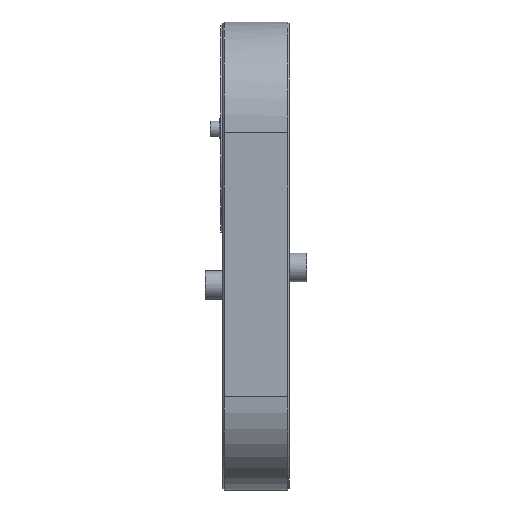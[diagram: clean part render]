
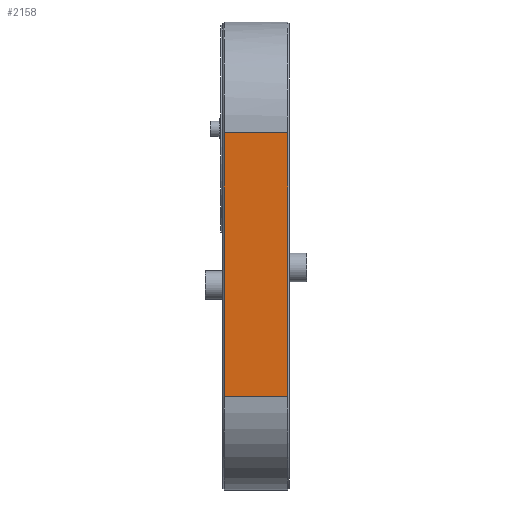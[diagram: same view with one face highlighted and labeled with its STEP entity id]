
A CAD part, left-side view. The second image highlights one B-rep face of the part: STEP entity #2158.
In plain terms, the highlighted planar face has unit normal (-0.999, 0, -0.037).
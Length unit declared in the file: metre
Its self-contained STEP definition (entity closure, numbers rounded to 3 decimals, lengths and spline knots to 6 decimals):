
#158 = PLANE('',#159);
#159 = AXIS2_PLACEMENT_3D('',#160,#161,#162);
#160 = CARTESIAN_POINT('',(-0.043469,0.146,-0.121631));
#161 = DIRECTION('',(-0.707,-0.707,-0.027
    ));
#162 = DIRECTION('',(-0.038,0.,0.999));
#645 = CYLINDRICAL_SURFACE('',#646,0.0485);
#646 = AXIS2_PLACEMENT_3D('',#647,#648,#649);
#647 = CARTESIAN_POINT('',(0.,0.146,0.)
  );
#648 = DIRECTION('',(0.,1.,0.));
#649 = DIRECTION('',(0.,0.,1.));
#1082 = VERTEX_POINT('',#1083);
#1083 = CARTESIAN_POINT('',(-0.048466,0.1755,
    -0.001819));
#1110 = EDGE_CURVE('',#1111,#1082,#1113,.T.);
#1111 = VERTEX_POINT('',#1112);
#1112 = CARTESIAN_POINT('',(-0.048466,0.1465,
    -0.001819));
#1113 = SURFACE_CURVE('',#1114,(#1118,#1125),.PCURVE_S1.);
#1114 = LINE('',#1115,#1116);
#1115 = CARTESIAN_POINT('',(-0.048466,0.1465,
    -0.001819));
#1116 = VECTOR('',#1117,0.001);
#1117 = DIRECTION('',(0.,1.,0.));
#1118 = PCURVE('',#645,#1119);
#1119 = DEFINITIONAL_REPRESENTATION('',(#1120),#1124);
#1120 = LINE('',#1121,#1122);
#1121 = CARTESIAN_POINT('',(-1.608,0.001));
#1122 = VECTOR('',#1123,1.);
#1123 = DIRECTION('',(0.,1.));
#1124 = ( GEOMETRIC_REPRESENTATION_CONTEXT(2) 
PARAMETRIC_REPRESENTATION_CONTEXT() REPRESENTATION_CONTEXT('2D SPACE',''
  ) );
#1125 = PCURVE('',#1126,#1131);
#1126 = PLANE('',#1127);
#1127 = AXIS2_PLACEMENT_3D('',#1128,#1129,#1130);
#1128 = CARTESIAN_POINT('',(-0.043969,0.146,-0.12165));
#1129 = DIRECTION('',(-0.999,0.,-0.038));
#1130 = DIRECTION('',(-0.038,0.,0.999));
#1131 = DEFINITIONAL_REPRESENTATION('',(#1132),#1136);
#1132 = LINE('',#1133,#1134);
#1133 = CARTESIAN_POINT('',(0.12,0.001));
#1134 = VECTOR('',#1135,1.);
#1135 = DIRECTION('',(0.,1.));
#1136 = ( GEOMETRIC_REPRESENTATION_CONTEXT(2) 
PARAMETRIC_REPRESENTATION_CONTEXT() REPRESENTATION_CONTEXT('2D SPACE',''
  ) );
#1273 = VERTEX_POINT('',#1274);
#1274 = CARTESIAN_POINT('',(-0.043969,0.1465,-0.12165));
#1295 = EDGE_CURVE('',#1273,#1111,#1296,.T.);
#1296 = SURFACE_CURVE('',#1297,(#1301,#1308),.PCURVE_S1.);
#1297 = LINE('',#1298,#1299);
#1298 = CARTESIAN_POINT('',(-0.043969,0.1465,-0.12165));
#1299 = VECTOR('',#1300,0.001);
#1300 = DIRECTION('',(-0.038,0.,0.999));
#1301 = PCURVE('',#158,#1302);
#1302 = DEFINITIONAL_REPRESENTATION('',(#1303),#1307);
#1303 = LINE('',#1304,#1305);
#1304 = CARTESIAN_POINT('',(0.,0.001));
#1305 = VECTOR('',#1306,1.);
#1306 = DIRECTION('',(1.,0.));
#1307 = ( GEOMETRIC_REPRESENTATION_CONTEXT(2) 
PARAMETRIC_REPRESENTATION_CONTEXT() REPRESENTATION_CONTEXT('2D SPACE',''
  ) );
#1308 = PCURVE('',#1126,#1309);
#1309 = DEFINITIONAL_REPRESENTATION('',(#1310),#1314);
#1310 = LINE('',#1311,#1312);
#1311 = CARTESIAN_POINT('',(0.,0.001));
#1312 = VECTOR('',#1313,1.);
#1313 = DIRECTION('',(1.,0.));
#1314 = ( GEOMETRIC_REPRESENTATION_CONTEXT(2) 
PARAMETRIC_REPRESENTATION_CONTEXT() REPRESENTATION_CONTEXT('2D SPACE',''
  ) );
#1338 = CYLINDRICAL_SURFACE('',#1339,0.044);
#1339 = AXIS2_PLACEMENT_3D('',#1340,#1341,#1342);
#1340 = CARTESIAN_POINT('',(0.,0.146,-0.12));
#1341 = DIRECTION('',(0.,1.,0.));
#1342 = DIRECTION('',(0.,0.,1.));
#1604 = PLANE('',#1605);
#1605 = AXIS2_PLACEMENT_3D('',#1606,#1607,#1608);
#1606 = CARTESIAN_POINT('',(-0.043469,0.176,-0.121631));
#1607 = DIRECTION('',(0.707,-0.707,0.027)
  );
#1608 = DIRECTION('',(-0.038,0.,0.999));
#2115 = EDGE_CURVE('',#2116,#1082,#2118,.T.);
#2116 = VERTEX_POINT('',#2117);
#2117 = CARTESIAN_POINT('',(-0.043969,0.1755,-0.12165));
#2118 = SURFACE_CURVE('',#2119,(#2123,#2130),.PCURVE_S1.);
#2119 = LINE('',#2120,#2121);
#2120 = CARTESIAN_POINT('',(-0.043969,0.1755,-0.12165));
#2121 = VECTOR('',#2122,0.001);
#2122 = DIRECTION('',(-0.038,0.,0.999));
#2123 = PCURVE('',#1604,#2124);
#2124 = DEFINITIONAL_REPRESENTATION('',(#2125),#2129);
#2125 = LINE('',#2126,#2127);
#2126 = CARTESIAN_POINT('',(0.,0.001));
#2127 = VECTOR('',#2128,1.);
#2128 = DIRECTION('',(1.,0.));
#2129 = ( GEOMETRIC_REPRESENTATION_CONTEXT(2) 
PARAMETRIC_REPRESENTATION_CONTEXT() REPRESENTATION_CONTEXT('2D SPACE',''
  ) );
#2130 = PCURVE('',#1126,#2131);
#2131 = DEFINITIONAL_REPRESENTATION('',(#2132),#2136);
#2132 = LINE('',#2133,#2134);
#2133 = CARTESIAN_POINT('',(0.,0.03));
#2134 = VECTOR('',#2135,1.);
#2135 = DIRECTION('',(1.,0.));
#2136 = ( GEOMETRIC_REPRESENTATION_CONTEXT(2) 
PARAMETRIC_REPRESENTATION_CONTEXT() REPRESENTATION_CONTEXT('2D SPACE',''
  ) );
#2158 = ADVANCED_FACE('',(#2159),#1126,.T.);
#2159 = FACE_BOUND('',#2160,.F.);
#2160 = EDGE_LOOP('',(#2161,#2162,#2183,#2184));
#2161 = ORIENTED_EDGE('',*,*,#1295,.F.);
#2162 = ORIENTED_EDGE('',*,*,#2163,.T.);
#2163 = EDGE_CURVE('',#1273,#2116,#2164,.T.);
#2164 = SURFACE_CURVE('',#2165,(#2169,#2176),.PCURVE_S1.);
#2165 = LINE('',#2166,#2167);
#2166 = CARTESIAN_POINT('',(-0.043969,0.1465,-0.12165));
#2167 = VECTOR('',#2168,0.001);
#2168 = DIRECTION('',(0.,1.,0.));
#2169 = PCURVE('',#1126,#2170);
#2170 = DEFINITIONAL_REPRESENTATION('',(#2171),#2175);
#2171 = LINE('',#2172,#2173);
#2172 = CARTESIAN_POINT('',(0.,0.001));
#2173 = VECTOR('',#2174,1.);
#2174 = DIRECTION('',(0.,1.));
#2175 = ( GEOMETRIC_REPRESENTATION_CONTEXT(2) 
PARAMETRIC_REPRESENTATION_CONTEXT() REPRESENTATION_CONTEXT('2D SPACE',''
  ) );
#2176 = PCURVE('',#1338,#2177);
#2177 = DEFINITIONAL_REPRESENTATION('',(#2178),#2182);
#2178 = LINE('',#2179,#2180);
#2179 = CARTESIAN_POINT('',(4.675,0.001));
#2180 = VECTOR('',#2181,1.);
#2181 = DIRECTION('',(0.,1.));
#2182 = ( GEOMETRIC_REPRESENTATION_CONTEXT(2) 
PARAMETRIC_REPRESENTATION_CONTEXT() REPRESENTATION_CONTEXT('2D SPACE',''
  ) );
#2183 = ORIENTED_EDGE('',*,*,#2115,.T.);
#2184 = ORIENTED_EDGE('',*,*,#1110,.F.);
